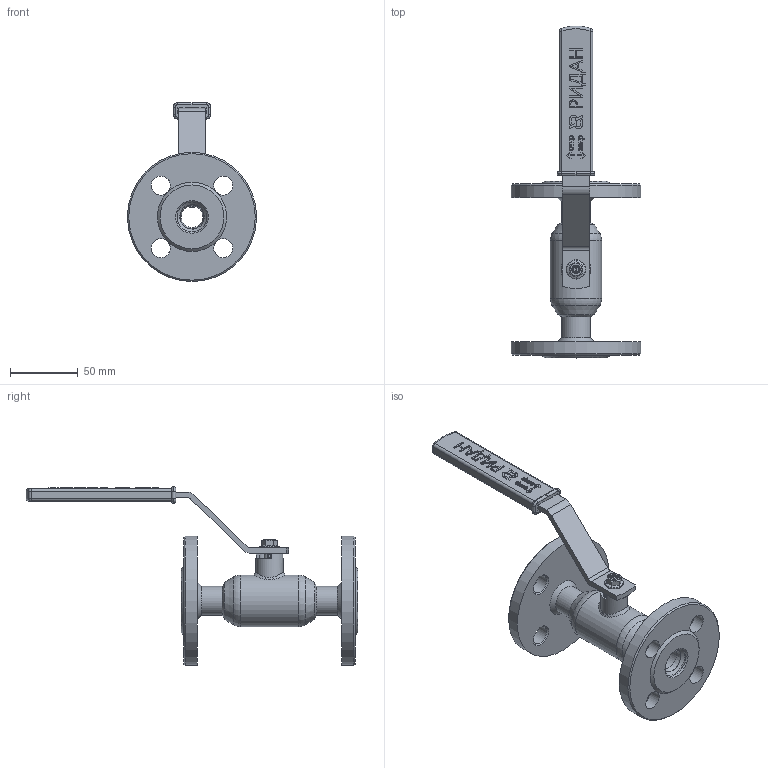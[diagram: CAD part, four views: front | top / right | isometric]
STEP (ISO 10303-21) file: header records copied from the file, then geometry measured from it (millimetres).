
FILE_DESCRIPTION(('TFLEX Exchange Step'),'2;1');
FILE_NAME('065N9620 - Кран шаровой Basic DN15.stp', '2023-08-30T12:10:48+03:00',('RUCO3277'),('Unknown organisation'),'TFLEX Exchange 2022.1','T-FLEX CAD','Unknown authorisation');
FILE_SCHEMA( ('AUTOMOTIVE_DESIGN { 1 0 10303 214 1 1 1 1 }') );
Length unit declared in the file: millimetre
Products named in the file (11): 54XXX038 - Фланец плоский; <Другие гайки>Гайка ГОСТ Р ИСО 4161-2013; 24040428R - Грипса; 24025433 - Основание рукоятки; 24025530 - Рукоятка; 24015452-1 - Патрубок; 50025422 - Штифт; 24025427 - Шток DN15-25; 24025406 - Корпус штока; 24015409 - Корпус (гнутый); 065N9620 - Кран шаровой Basic DN15
Assembly tree (11 placements, depth 3):
  065N9620 - Кран шаровой Basic DN15
    54XXX038 - Фланец плоский
    <Другие гайки>Гайка ГОСТ Р ИСО 4161-2013
    24025530 - Рукоятка
      24040428R - Грипса
      24025433 - Основание рукоятки
    24015452-1 - Патрубок  x2
    50025422 - Штифт
    24025427 - Шток DN15-25
    24025406 - Корпус штока
    24015409 - Корпус (гнутый)
Bounding box: 95 x 244 x 131.6 mm (x, y, z)
Volume: 210495.9 mm3; surface area: 101251.7 mm2
Topology: 19 solids, 19 shells, 516 faces, 1324 edges, 855 vertices
Faces by surface type: plane 285, bspline 79, cylinder 69, torus 39, cone 36, sphere 4, extrusion 4
Full cylindrical faces by diameter (mm): 4.917 x1, 7.4 x2, 8 x1, 8.1 x1, 10 x4, 11 x1, 14 x8, 15.7 x3, 19.25 x3, 20 x1, 20.4 x1, 21.3 x3, 22 x2, 32 x1, 38 x1, 95 x2
Entity records: 18840 total; most frequent: CARTESIAN_POINT 6783, ORIENTED_EDGE 2522, DIRECTION 2246, EDGE_CURVE 1261, VERTEX_POINT 831, VECTOR 792, LINE 788, AXIS2_PLACEMENT_3D 727
